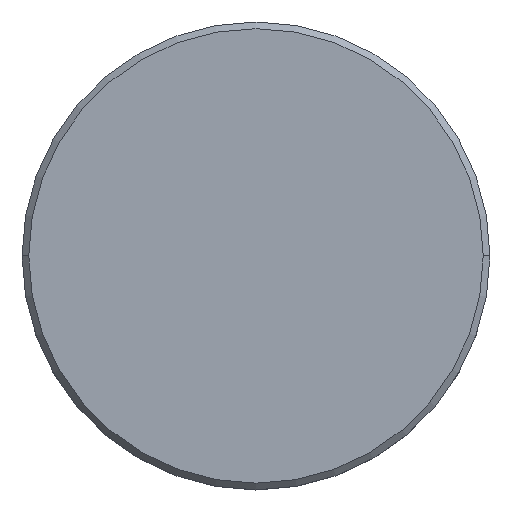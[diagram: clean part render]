
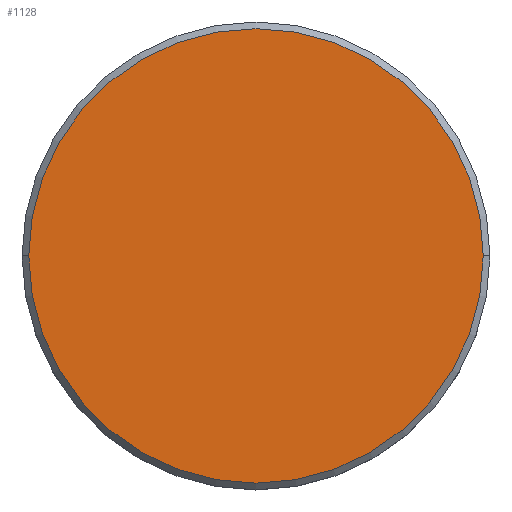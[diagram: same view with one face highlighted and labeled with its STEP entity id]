
A CAD part, top view. The second image highlights one B-rep face of the part: STEP entity #1128.
In plain terms, the highlighted planar face has unit normal (0, 0, 1).
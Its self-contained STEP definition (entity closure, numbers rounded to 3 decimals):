
#105 = CIRCLE ( 'NONE', #832, 17. ) ;
#171 = CARTESIAN_POINT ( 'NONE',  ( 0., 0., 0. ) ) ;
#201 = CIRCLE ( 'NONE', #484, 17. ) ;
#208 = DIRECTION ( 'NONE',  ( 0., 0., 1. ) ) ;
#213 = CARTESIAN_POINT ( 'NONE',  ( 0., 0., 0. ) ) ;
#254 = CARTESIAN_POINT ( 'NONE',  ( -17., 0., 0. ) ) ;
#325 = VERTEX_POINT ( 'NONE', #329 ) ;
#329 = CARTESIAN_POINT ( 'NONE',  ( 17., 0., 0. ) ) ;
#383 = VERTEX_POINT ( 'NONE', #254 ) ;
#441 = CARTESIAN_POINT ( 'NONE',  ( 0., 0., 0. ) ) ;
#475 = FACE_OUTER_BOUND ( 'NONE', #953, .T. ) ;
#484 = AXIS2_PLACEMENT_3D ( 'NONE', #171, #907, #704 ) ;
#603 = AXIS2_PLACEMENT_3D ( 'NONE', #213, #208, #938 ) ;
#704 = DIRECTION ( 'NONE',  ( 1., 0., 0. ) ) ;
#723 = DIRECTION ( 'NONE',  ( 1., 0., 0. ) ) ;
#785 = ORIENTED_EDGE ( 'NONE', *, *, #935, .T. ) ;
#832 = AXIS2_PLACEMENT_3D ( 'NONE', #441, #1172, #723 ) ;
#855 = PLANE ( 'NONE',  #603 ) ;
#907 = DIRECTION ( 'NONE',  ( 0., 0., 1. ) ) ;
#920 = EDGE_CURVE ( 'NONE', #325, #383, #201, .T. ) ;
#935 = EDGE_CURVE ( 'NONE', #383, #325, #105, .T. ) ;
#938 = DIRECTION ( 'NONE',  ( 1., 0., 0. ) ) ;
#953 = EDGE_LOOP ( 'NONE', ( #785, #988 ) ) ;
#988 = ORIENTED_EDGE ( 'NONE', *, *, #920, .T. ) ;
#1128 = ADVANCED_FACE ( 'NONE', ( #475 ), #855, .T. ) ;
#1172 = DIRECTION ( 'NONE',  ( 0., 0., 1. ) ) ;
